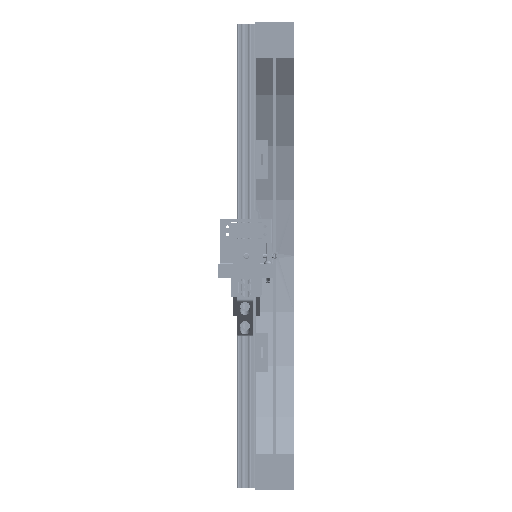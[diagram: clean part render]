
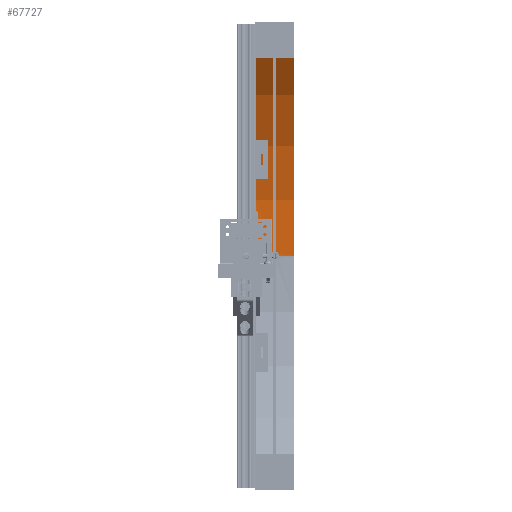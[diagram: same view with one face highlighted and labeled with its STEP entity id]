
A CAD part, left-side view. The second image highlights one B-rep face of the part: STEP entity #67727.
In plain terms, the highlighted cylindrical face has radius 446.279 mm (diameter 892.559 mm), a partial arc.
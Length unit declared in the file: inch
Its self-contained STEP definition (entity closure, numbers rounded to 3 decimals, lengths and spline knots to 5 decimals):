
#2559 = CARTESIAN_POINT ( 'NONE',  ( 4.17121, 0.1529, 0.17447 ) ) ;
#3389 = CARTESIAN_POINT ( 'NONE',  ( 4.17186, 0.03012, 0.23004 ) ) ;
#4401 = AXIS2_PLACEMENT_3D ( 'NONE', #81101, #23952, #17646 ) ;
#4880 = ORIENTED_EDGE ( 'NONE', *, *, #59896, .T. ) ;
#7147 = CARTESIAN_POINT ( 'NONE',  ( 4.17188, 0., -1. ) ) ;
#7649 = VECTOR ( 'NONE', #25295, 39.37008 ) ;
#7881 = CARTESIAN_POINT ( 'NONE',  ( 4.17188, 0., 1. ) ) ;
#8235 = ORIENTED_EDGE ( 'NONE', *, *, #68143, .F. ) ;
#8470 = CARTESIAN_POINT ( 'NONE',  ( 4.17169, 0.08155, 0.21679 ) ) ;
#8755 = VERTEX_POINT ( 'NONE', #15290 ) ;
#9289 = CARTESIAN_POINT ( 'NONE',  ( 4.17162, 0.09578, -0.21089 ) ) ;
#9506 = DIRECTION ( 'NONE',  ( 1., 0., 0. ) ) ;
#10312 = AXIS2_PLACEMENT_3D ( 'NONE', #64080, #12353, #31314 ) ;
#11789 = CARTESIAN_POINT ( 'NONE',  ( 4.17178, 0.06038, -0.22401 ) ) ;
#12249 = CARTESIAN_POINT ( 'NONE',  ( 4.17188, 0., -1. ) ) ;
#12353 = DIRECTION ( 'NONE',  ( 0., 0., 1. ) ) ;
#13460 = B_SPLINE_CURVE_WITH_KNOTS ( 'NONE', 3,
 ( #21541, #28253, #3389, #73617, #46769, #78254, #8470, #14795, #40454, #61055, #2559, #47603, #41694, #53510, #20727, #47181, #28682, #79503, #21968, #46356, #34159, #71978, #14390, #40874, #40043, #34565, #33743, #72384, #73206, #59398, #53095, #66084, #66495, #59812, #60219, #54344, #9289, #60635, #11789, #61463, #67740, #36215 ),
 .UNSPECIFIED., .F., .F.,
 ( 4, 2, 2, 2, 2, 2, 2, 2, 2, 2, 2, 2, 2, 2, 2, 2, 2, 2, 2, 2, 4 ),
 ( 0.01838, 0.01953, 0.02011, 0.02068, 0.02183, 0.02298, 0.02413, 0.02528, 0.02585, 0.02643, 0.02757, 0.02872, 0.0293, 0.02987, 0.03102, 0.03217, 0.03332, 0.03389, 0.03447, 0.03562, 0.03676 ),
 .UNSPECIFIED. ) ;
#14390 = CARTESIAN_POINT ( 'NONE',  ( 4.17037, 0.23002, -0.03017 ) ) ;
#14795 = CARTESIAN_POINT ( 'NONE',  ( 4.17158, 0.10245, 0.20814 ) ) ;
#15290 = CARTESIAN_POINT ( 'NONE',  ( 4.17188, 0., -1. ) ) ;
#15434 = CARTESIAN_POINT ( 'NONE',  ( -13.39818, 0., -1. ) ) ;
#17646 = DIRECTION ( 'NONE',  ( 1., 0., 0. ) ) ;
#19993 = CARTESIAN_POINT ( 'NONE',  ( 0.5, 10.7493, -1. ) ) ;
#20727 = CARTESIAN_POINT ( 'NONE',  ( 4.17064, 0.20798, 0.10279 ) ) ;
#21025 = CARTESIAN_POINT ( 'NONE',  ( 0.5, 10.7493, 1. ) ) ;
#21541 = CARTESIAN_POINT ( 'NONE',  ( 4.17188, 0., 0.2315 ) ) ;
#21968 = CARTESIAN_POINT ( 'NONE',  ( 4.17043, 0.22555, 0.05268 ) ) ;
#23952 = DIRECTION ( 'NONE',  ( 0., 0., 1. ) ) ;
#24435 = VECTOR ( 'NONE', #45622, 39.37008 ) ;
#25295 = DIRECTION ( 'NONE',  ( 0., 0., 1. ) ) ;
#25315 = EDGE_CURVE ( 'NONE', #8755, #38636, #50121, .T. ) ;
#28253 = CARTESIAN_POINT ( 'NONE',  ( 4.17188, 0.01511, 0.2315 ) ) ;
#28682 = CARTESIAN_POINT ( 'NONE',  ( 4.17051, 0.21929, 0.07458 ) ) ;
#30499 = CIRCLE ( 'NONE', #10312, 17.57005 ) ;
#30843 = EDGE_CURVE ( 'NONE', #74416, #65249, #30499, .T. ) ;
#31314 = DIRECTION ( 'NONE',  ( 1., 0., 0. ) ) ;
#33743 = CARTESIAN_POINT ( 'NONE',  ( 4.17054, 0.21683, -0.08144 ) ) ;
#33826 = EDGE_CURVE ( 'NONE', #63664, #51386, #13460, .T. ) ;
#34159 = CARTESIAN_POINT ( 'NONE',  ( 4.17035, 0.23149, 0.01546 ) ) ;
#34565 = CARTESIAN_POINT ( 'NONE',  ( 4.17051, 0.21941, -0.07421 ) ) ;
#36215 = CARTESIAN_POINT ( 'NONE',  ( 4.17188, 0., -0.2315 ) ) ;
#36525 = AXIS2_PLACEMENT_3D ( 'NONE', #15434, #48644, #9506 ) ;
#38636 = VERTEX_POINT ( 'NONE', #59244 ) ;
#40043 = CARTESIAN_POINT ( 'NONE',  ( 4.17045, 0.2238, -0.05969 ) ) ;
#40454 = CARTESIAN_POINT ( 'NONE',  ( 4.1715, 0.11588, 0.20099 ) ) ;
#40848 = ORIENTED_EDGE ( 'NONE', *, *, #25315, .F. ) ;
#40874 = CARTESIAN_POINT ( 'NONE',  ( 4.17043, 0.22563, -0.05236 ) ) ;
#41582 = EDGE_CURVE ( 'NONE', #8755, #51386, #57669, .T. ) ;
#41694 = CARTESIAN_POINT ( 'NONE',  ( 4.17091, 0.18404, 0.14125 ) ) ;
#42744 = FACE_OUTER_BOUND ( 'NONE', #54130, .T. ) ;
#45622 = DIRECTION ( 'NONE',  ( 0., 0., 1. ) ) ;
#46356 = CARTESIAN_POINT ( 'NONE',  ( 4.17037, 0.22998, 0.03048 ) ) ;
#46769 = CARTESIAN_POINT ( 'NONE',  ( 4.17177, 0.05994, 0.22373 ) ) ;
#47181 = CARTESIAN_POINT ( 'NONE',  ( 4.17054, 0.2167, 0.08179 ) ) ;
#47603 = CARTESIAN_POINT ( 'NONE',  ( 4.17101, 0.17426, 0.15315 ) ) ;
#48644 = DIRECTION ( 'NONE',  ( 0., 0., 1. ) ) ;
#50121 = CIRCLE ( 'NONE', #4401, 17.57005 ) ;
#51386 = VERTEX_POINT ( 'NONE', #56345 ) ;
#53095 = CARTESIAN_POINT ( 'NONE',  ( 4.17101, 0.17449, -0.15289 ) ) ;
#53217 = CARTESIAN_POINT ( 'NONE',  ( 4.17188, 0., 0.2315 ) ) ;
#53510 = CARTESIAN_POINT ( 'NONE',  ( 4.17073, 0.20087, 0.11608 ) ) ;
#54130 = EDGE_LOOP ( 'NONE', ( #40848, #72034, #72446, #4880, #61795, #8235 ) ) ;
#54344 = CARTESIAN_POINT ( 'NONE',  ( 4.17158, 0.1026, -0.20766 ) ) ;
#56345 = CARTESIAN_POINT ( 'NONE',  ( 4.17188, 0., -0.2315 ) ) ;
#57257 = DIRECTION ( 'NONE',  ( 0., 0., 1. ) ) ;
#57669 = LINE ( 'NONE', #7147, #68506 ) ;
#58290 = LINE ( 'NONE', #19993, #24435 ) ;
#59244 = CARTESIAN_POINT ( 'NONE',  ( 0.5, 10.7493, -1. ) ) ;
#59398 = CARTESIAN_POINT ( 'NONE',  ( 4.17091, 0.18426, -0.14096 ) ) ;
#59812 = CARTESIAN_POINT ( 'NONE',  ( 4.17145, 0.12255, -0.19655 ) ) ;
#59896 = EDGE_CURVE ( 'NONE', #63664, #74416, #69843, .T. ) ;
#60219 = CARTESIAN_POINT ( 'NONE',  ( 4.17149, 0.11597, -0.2005 ) ) ;
#60635 = CARTESIAN_POINT ( 'NONE',  ( 4.17172, 0.07489, -0.21957 ) ) ;
#61055 = CARTESIAN_POINT ( 'NONE',  ( 4.17131, 0.14124, 0.18406 ) ) ;
#61463 = CARTESIAN_POINT ( 'NONE',  ( 4.17186, 0.03043, -0.23 ) ) ;
#61795 = ORIENTED_EDGE ( 'NONE', *, *, #30843, .T. ) ;
#63664 = VERTEX_POINT ( 'NONE', #53217 ) ;
#64080 = CARTESIAN_POINT ( 'NONE',  ( -13.39818, 0., 1. ) ) ;
#65249 = VERTEX_POINT ( 'NONE', #21025 ) ;
#66084 = CARTESIAN_POINT ( 'NONE',  ( 4.17121, 0.15313, -0.17427 ) ) ;
#66495 = CARTESIAN_POINT ( 'NONE',  ( 4.17131, 0.14149, -0.18386 ) ) ;
#67727 = ADVANCED_FACE ( 'NONE', ( #42744 ), #68359, .F. ) ;
#67740 = CARTESIAN_POINT ( 'NONE',  ( 4.17188, 0.01529, -0.2315 ) ) ;
#68143 = EDGE_CURVE ( 'NONE', #38636, #65249, #58290, .T. ) ;
#68359 = CYLINDRICAL_SURFACE ( 'NONE', #36525, 17.57005 ) ;
#68506 = VECTOR ( 'NONE', #57257, 39.37008 ) ;
#69843 = LINE ( 'NONE', #12249, #7649 ) ;
#71978 = CARTESIAN_POINT ( 'NONE',  ( 4.17035, 0.23151, -0.01507 ) ) ;
#72034 = ORIENTED_EDGE ( 'NONE', *, *, #41582, .T. ) ;
#72384 = CARTESIAN_POINT ( 'NONE',  ( 4.17064, 0.20812, -0.1025 ) ) ;
#72446 = ORIENTED_EDGE ( 'NONE', *, *, #33826, .F. ) ;
#73206 = CARTESIAN_POINT ( 'NONE',  ( 4.17073, 0.20102, -0.11581 ) ) ;
#73617 = CARTESIAN_POINT ( 'NONE',  ( 4.1718, 0.0525, 0.2256 ) ) ;
#74416 = VERTEX_POINT ( 'NONE', #7881 ) ;
#78254 = CARTESIAN_POINT ( 'NONE',  ( 4.17172, 0.07445, 0.21933 ) ) ;
#79503 = CARTESIAN_POINT ( 'NONE',  ( 4.17045, 0.22371, 0.06002 ) ) ;
#81101 = CARTESIAN_POINT ( 'NONE',  ( -13.39818, 0., -1. ) ) ;
